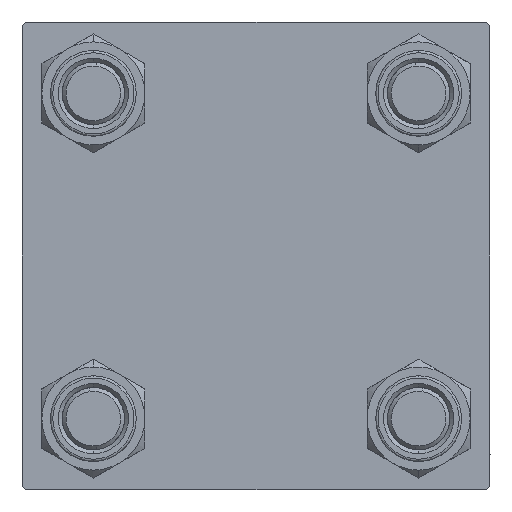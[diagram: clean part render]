
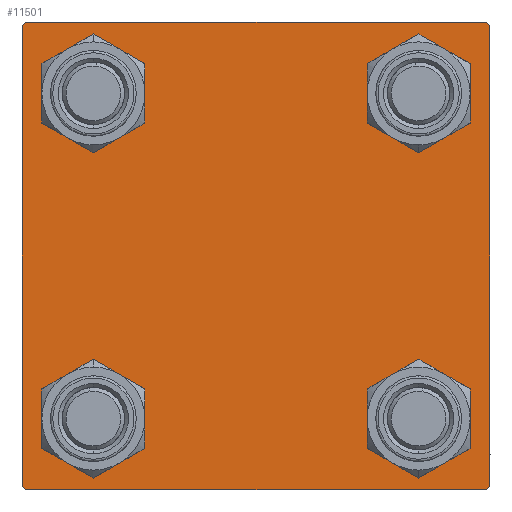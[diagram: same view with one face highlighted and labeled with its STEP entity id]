
A CAD part, left-side view. The second image highlights one B-rep face of the part: STEP entity #11501.
In plain terms, the highlighted planar face has unit normal (-1, 0, 0).
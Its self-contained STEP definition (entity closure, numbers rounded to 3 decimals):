
#262 = VERTEX_POINT ( 'NONE', #29295 ) ;
#264 = DIRECTION ( 'NONE',  ( 1., 0., 0. ) ) ;
#352 = DIRECTION ( 'NONE',  ( 0., 0.707, -0.707 ) ) ;
#1061 = CIRCLE ( 'NONE', #29744, 4.5 ) ;
#1286 = ORIENTED_EDGE ( 'NONE', *, *, #8483, .F. ) ;
#1646 = VERTEX_POINT ( 'NONE', #21377 ) ;
#1648 = CARTESIAN_POINT ( 'NONE',  ( 0., 20.85, -25.35 ) ) ;
#2675 = AXIS2_PLACEMENT_3D ( 'NONE', #5541, #40430, #32966 ) ;
#3096 = EDGE_CURVE ( 'NONE', #26137, #10986, #38542, .T. ) ;
#3713 = CARTESIAN_POINT ( 'NONE',  ( 0., -20.85, -20.85 ) ) ;
#4145 = CARTESIAN_POINT ( 'NONE',  ( 0., -20.85, -25.35 ) ) ;
#4655 = DIRECTION ( 'NONE',  ( 0., 0., 1. ) ) ;
#5255 = EDGE_CURVE ( 'NONE', #17291, #26953, #13209, .T. ) ;
#5293 = VERTEX_POINT ( 'NONE', #38501 ) ;
#5464 = AXIS2_PLACEMENT_3D ( 'NONE', #3713, #50672, #35006 ) ;
#5477 = EDGE_CURVE ( 'NONE', #10986, #9816, #9502, .T. ) ;
#5541 = CARTESIAN_POINT ( 'NONE',  ( 0., 20.85, 20.85 ) ) ;
#7254 = DIRECTION ( 'NONE',  ( 0., -1., 0. ) ) ;
#7288 = VERTEX_POINT ( 'NONE', #16222 ) ;
#8017 = CARTESIAN_POINT ( 'NONE',  ( 0., 30., -30. ) ) ;
#8060 = LINE ( 'NONE', #35495, #42634 ) ;
#8234 = ORIENTED_EDGE ( 'NONE', *, *, #42716, .F. ) ;
#8350 = EDGE_LOOP ( 'NONE', ( #28357, #45835 ) ) ;
#8483 = EDGE_CURVE ( 'NONE', #17991, #1646, #27272, .T. ) ;
#8534 = AXIS2_PLACEMENT_3D ( 'NONE', #10577, #33313, #37923 ) ;
#8739 = ORIENTED_EDGE ( 'NONE', *, *, #47398, .T. ) ;
#9437 = VECTOR ( 'NONE', #31374, 1000. ) ;
#9502 = LINE ( 'NONE', #29737, #41075 ) ;
#9660 = DIRECTION ( 'NONE',  ( -1., 0., 0. ) ) ;
#9816 = VERTEX_POINT ( 'NONE', #27959 ) ;
#10167 = AXIS2_PLACEMENT_3D ( 'NONE', #48381, #9660, #29394 ) ;
#10300 = EDGE_LOOP ( 'NONE', ( #43021, #25280 ) ) ;
#10577 = CARTESIAN_POINT ( 'NONE',  ( 0., -20.85, 20.85 ) ) ;
#10986 = VERTEX_POINT ( 'NONE', #26414 ) ;
#11324 = CARTESIAN_POINT ( 'NONE',  ( 0., 20.85, -20.85 ) ) ;
#11331 = DIRECTION ( 'NONE',  ( 0., 0., -1. ) ) ;
#11501 = ADVANCED_FACE ( 'NONE', ( #32980, #48643, #40697, #17331, #37350 ), #49148, .T. ) ;
#11582 = CARTESIAN_POINT ( 'NONE',  ( 0., -30., 30. ) ) ;
#13209 = CIRCLE ( 'NONE', #36972, 4.5 ) ;
#14462 = EDGE_CURVE ( 'NONE', #32307, #23172, #38338, .T. ) ;
#14729 = ORIENTED_EDGE ( 'NONE', *, *, #25186, .T. ) ;
#14870 = DIRECTION ( 'NONE',  ( 0., 0., 1. ) ) ;
#15502 = CARTESIAN_POINT ( 'NONE',  ( 0., 20.85, 16.35 ) ) ;
#16002 = EDGE_LOOP ( 'NONE', ( #42844, #18472 ) ) ;
#16194 = CARTESIAN_POINT ( 'NONE',  ( 0., -20.85, 20.85 ) ) ;
#16208 = AXIS2_PLACEMENT_3D ( 'NONE', #44803, #21193, #49401 ) ;
#16222 = CARTESIAN_POINT ( 'NONE',  ( 0., -20.85, 25.35 ) ) ;
#16294 = CARTESIAN_POINT ( 'NONE',  ( 0., 20.85, 25.35 ) ) ;
#16617 = VECTOR ( 'NONE', #47033, 1000. ) ;
#17291 = VERTEX_POINT ( 'NONE', #1648 ) ;
#17331 = FACE_BOUND ( 'NONE', #16002, .T. ) ;
#17991 = VERTEX_POINT ( 'NONE', #36872 ) ;
#18044 = CARTESIAN_POINT ( 'NONE',  ( 0., -20.85, -16.35 ) ) ;
#18472 = ORIENTED_EDGE ( 'NONE', *, *, #19203, .T. ) ;
#19011 = ORIENTED_EDGE ( 'NONE', *, *, #43411, .T. ) ;
#19203 = EDGE_CURVE ( 'NONE', #29065, #49402, #37904, .T. ) ;
#19291 = DIRECTION ( 'NONE',  ( 0., 0., 1. ) ) ;
#21193 = DIRECTION ( 'NONE',  ( 1., 0., 0. ) ) ;
#21204 = VERTEX_POINT ( 'NONE', #36755 ) ;
#21377 = CARTESIAN_POINT ( 'NONE',  ( 0., -29.5, 30. ) ) ;
#23172 = VERTEX_POINT ( 'NONE', #18044 ) ;
#23390 = DIRECTION ( 'NONE',  ( 0., 0., -1. ) ) ;
#23966 = LINE ( 'NONE', #31653, #34689 ) ;
#24157 = CARTESIAN_POINT ( 'NONE',  ( 0., 20.85, -20.85 ) ) ;
#25151 = DIRECTION ( 'NONE',  ( 0., -0.707, 0.707 ) ) ;
#25186 = EDGE_CURVE ( 'NONE', #7288, #44329, #50326, .T. ) ;
#25280 = ORIENTED_EDGE ( 'NONE', *, *, #5255, .T. ) ;
#25751 = ORIENTED_EDGE ( 'NONE', *, *, #3096, .T. ) ;
#26137 = VERTEX_POINT ( 'NONE', #36173 ) ;
#26212 = LINE ( 'NONE', #30567, #32375 ) ;
#26414 = CARTESIAN_POINT ( 'NONE',  ( 0., -29.5, -30. ) ) ;
#26741 = LINE ( 'NONE', #11582, #35442 ) ;
#26777 = CIRCLE ( 'NONE', #5464, 4.5 ) ;
#26953 = VERTEX_POINT ( 'NONE', #38208 ) ;
#26986 = DIRECTION ( 'NONE',  ( 1., 0., 0. ) ) ;
#27272 = LINE ( 'NONE', #35470, #16617 ) ;
#27885 = EDGE_CURVE ( 'NONE', #26953, #17291, #38120, .T. ) ;
#27959 = CARTESIAN_POINT ( 'NONE',  ( 0., -30., -29.5 ) ) ;
#28357 = ORIENTED_EDGE ( 'NONE', *, *, #30961, .T. ) ;
#29065 = VERTEX_POINT ( 'NONE', #15502 ) ;
#29295 = CARTESIAN_POINT ( 'NONE',  ( 0., 30., 29.5 ) ) ;
#29394 = DIRECTION ( 'NONE',  ( 0., 0., 1. ) ) ;
#29737 = CARTESIAN_POINT ( 'NONE',  ( 0., -29.75, -29.75 ) ) ;
#29744 = AXIS2_PLACEMENT_3D ( 'NONE', #16194, #26986, #19291 ) ;
#29921 = AXIS2_PLACEMENT_3D ( 'NONE', #24157, #39795, #4655 ) ;
#30360 = LINE ( 'NONE', #46287, #9437 ) ;
#30567 = CARTESIAN_POINT ( 'NONE',  ( 0., 30., 30. ) ) ;
#30961 = EDGE_CURVE ( 'NONE', #23172, #32307, #26777, .T. ) ;
#31055 = DIRECTION ( 'NONE',  ( 0., 0., 1. ) ) ;
#31374 = DIRECTION ( 'NONE',  ( 0., -0.707, -0.707 ) ) ;
#31653 = CARTESIAN_POINT ( 'NONE',  ( 0., 29.75, 29.75 ) ) ;
#32307 = VERTEX_POINT ( 'NONE', #4145 ) ;
#32375 = VECTOR ( 'NONE', #11331, 1000. ) ;
#32966 = DIRECTION ( 'NONE',  ( 0., 0., 1. ) ) ;
#32980 = FACE_BOUND ( 'NONE', #35850, .T. ) ;
#33313 = DIRECTION ( 'NONE',  ( 1., 0., 0. ) ) ;
#34689 = VECTOR ( 'NONE', #352, 1000. ) ;
#35006 = DIRECTION ( 'NONE',  ( 0., 0., 1. ) ) ;
#35327 = CIRCLE ( 'NONE', #41907, 4.5 ) ;
#35442 = VECTOR ( 'NONE', #23390, 1000. ) ;
#35470 = CARTESIAN_POINT ( 'NONE',  ( 0., 30., 30. ) ) ;
#35495 = CARTESIAN_POINT ( 'NONE',  ( 0., -29.75, 29.75 ) ) ;
#35850 = EDGE_LOOP ( 'NONE', ( #14729, #39320 ) ) ;
#36173 = CARTESIAN_POINT ( 'NONE',  ( 0., 29.5, -30. ) ) ;
#36755 = CARTESIAN_POINT ( 'NONE',  ( 0., 30., -29.5 ) ) ;
#36872 = CARTESIAN_POINT ( 'NONE',  ( 0., 29.5, 30. ) ) ;
#36895 = EDGE_CURVE ( 'NONE', #5293, #1646, #8060, .T. ) ;
#36972 = AXIS2_PLACEMENT_3D ( 'NONE', #11324, #264, #31055 ) ;
#37350 = FACE_OUTER_BOUND ( 'NONE', #38642, .T. ) ;
#37352 = CARTESIAN_POINT ( 'NONE',  ( 0., -20.85, 16.35 ) ) ;
#37904 = CIRCLE ( 'NONE', #2675, 4.5 ) ;
#37923 = DIRECTION ( 'NONE',  ( 0., 0., 1. ) ) ;
#38120 = CIRCLE ( 'NONE', #29921, 4.5 ) ;
#38208 = CARTESIAN_POINT ( 'NONE',  ( 0., 20.85, -16.35 ) ) ;
#38274 = ORIENTED_EDGE ( 'NONE', *, *, #5477, .T. ) ;
#38338 = CIRCLE ( 'NONE', #16208, 4.5 ) ;
#38501 = CARTESIAN_POINT ( 'NONE',  ( 0., -30., 29.5 ) ) ;
#38542 = LINE ( 'NONE', #8017, #45116 ) ;
#38642 = EDGE_LOOP ( 'NONE', ( #8739, #42848, #25751, #38274, #8234, #49781, #1286, #19011 ) ) ;
#39241 = EDGE_CURVE ( 'NONE', #49402, #29065, #35327, .T. ) ;
#39320 = ORIENTED_EDGE ( 'NONE', *, *, #43642, .T. ) ;
#39795 = DIRECTION ( 'NONE',  ( 1., 0., 0. ) ) ;
#40430 = DIRECTION ( 'NONE',  ( 1., 0., 0. ) ) ;
#40697 = FACE_BOUND ( 'NONE', #10300, .T. ) ;
#41075 = VECTOR ( 'NONE', #25151, 1000. ) ;
#41907 = AXIS2_PLACEMENT_3D ( 'NONE', #42563, #45914, #14870 ) ;
#42563 = CARTESIAN_POINT ( 'NONE',  ( 0., 20.85, 20.85 ) ) ;
#42634 = VECTOR ( 'NONE', #50409, 1000. ) ;
#42716 = EDGE_CURVE ( 'NONE', #5293, #9816, #26741, .T. ) ;
#42844 = ORIENTED_EDGE ( 'NONE', *, *, #39241, .T. ) ;
#42848 = ORIENTED_EDGE ( 'NONE', *, *, #47079, .T. ) ;
#43021 = ORIENTED_EDGE ( 'NONE', *, *, #27885, .T. ) ;
#43411 = EDGE_CURVE ( 'NONE', #17991, #262, #23966, .T. ) ;
#43642 = EDGE_CURVE ( 'NONE', #44329, #7288, #1061, .T. ) ;
#44329 = VERTEX_POINT ( 'NONE', #37352 ) ;
#44803 = CARTESIAN_POINT ( 'NONE',  ( 0., -20.85, -20.85 ) ) ;
#45116 = VECTOR ( 'NONE', #7254, 1000. ) ;
#45835 = ORIENTED_EDGE ( 'NONE', *, *, #14462, .T. ) ;
#45914 = DIRECTION ( 'NONE',  ( 1., 0., 0. ) ) ;
#46287 = CARTESIAN_POINT ( 'NONE',  ( 0., 29.75, -29.75 ) ) ;
#47033 = DIRECTION ( 'NONE',  ( 0., -1., 0. ) ) ;
#47079 = EDGE_CURVE ( 'NONE', #21204, #26137, #30360, .T. ) ;
#47398 = EDGE_CURVE ( 'NONE', #262, #21204, #26212, .T. ) ;
#48381 = CARTESIAN_POINT ( 'NONE',  ( 0., 0., 0. ) ) ;
#48643 = FACE_BOUND ( 'NONE', #8350, .T. ) ;
#49148 = PLANE ( 'NONE',  #10167 ) ;
#49401 = DIRECTION ( 'NONE',  ( 0., 0., 1. ) ) ;
#49402 = VERTEX_POINT ( 'NONE', #16294 ) ;
#49781 = ORIENTED_EDGE ( 'NONE', *, *, #36895, .T. ) ;
#50326 = CIRCLE ( 'NONE', #8534, 4.5 ) ;
#50409 = DIRECTION ( 'NONE',  ( 0., 0.707, 0.707 ) ) ;
#50672 = DIRECTION ( 'NONE',  ( 1., 0., 0. ) ) ;
